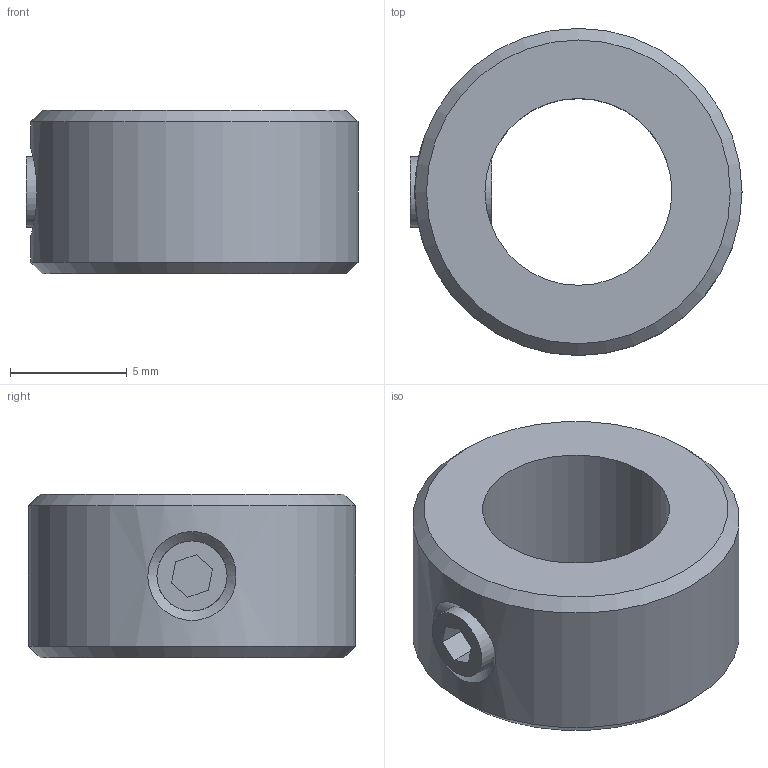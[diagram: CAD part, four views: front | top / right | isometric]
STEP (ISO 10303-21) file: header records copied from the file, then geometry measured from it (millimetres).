
FILE_DESCRIPTION(/* description */ (''),/* implementation_level */ '2;1');
FILE_NAME(/* name */ 'VerrouillageVisTrap.step',/* time_stamp */ '2022-10-01T14:58:38+02:00',/* author */ (''),/* organization */ (''),/* preprocessor_version */ 'ST-DEVELOPER v19',/* originating_system */ 'Autodesk Translation Framework v11.7.0.108',/* authorisation */ '');
FILE_SCHEMA (('AUTOMOTIVE_DESIGN { 1 0 10303 214 3 1 1 }'));
Length unit declared in the file: millimetre
Products named in the file (1): Verrou_1
Bounding box: 14.21 x 14 x 7 mm (x, y, z)
Volume: 713.9 mm3; surface area: 732.9 mm2
Topology: 2 solids, 2 shells, 18 faces, 43 edges, 28 vertices
Faces by surface type: plane 11, cylinder 4, cone 2, bspline 1
Full cylindrical faces by diameter (mm): 3 x2, 8 x1, 14 x1
Entity records: 1045 total; most frequent: CARTESIAN_POINT 566, ORIENTED_EDGE 86, DIRECTION 78, EDGE_CURVE 43, VERTEX_POINT 28, LINE 26, VECTOR 26, AXIS2_PLACEMENT_3D 26
